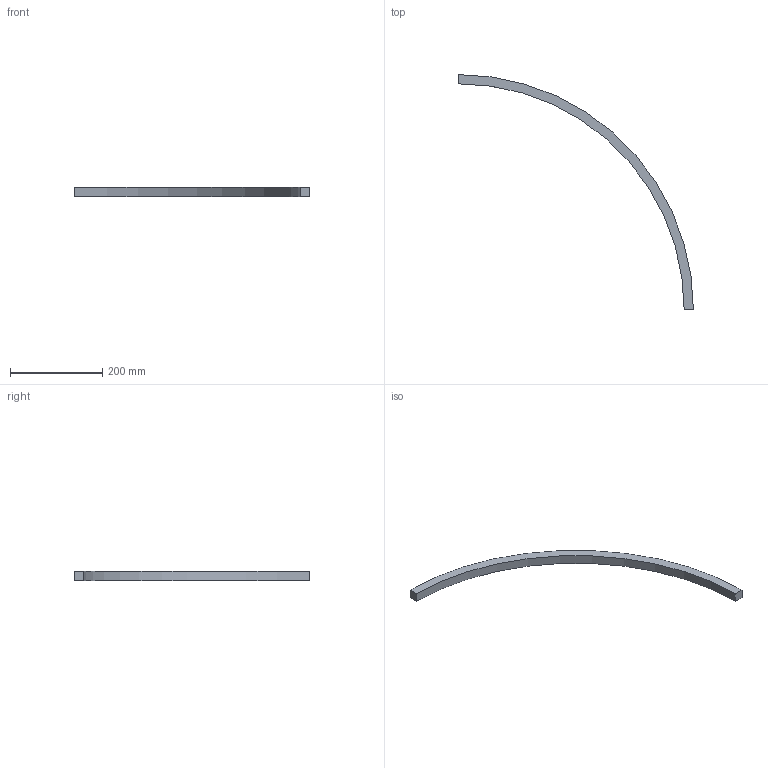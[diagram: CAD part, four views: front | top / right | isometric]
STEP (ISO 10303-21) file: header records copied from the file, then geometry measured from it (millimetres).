
FILE_DESCRIPTION(('Open CASCADE Model'),'2;1');
FILE_NAME('Open CASCADE Shape Model','2022-06-07T13:04:25',('Author'),( 'Open CASCADE'),'Open CASCADE STEP processor 7.5','Open CASCADE 7.5' ,'Unknown');
FILE_SCHEMA(('AUTOMOTIVE_DESIGN { 1 0 10303 214 1 1 1 1 }'));
Length unit declared in the file: millimetre
Products named in the file (5): CQ assembly; pf_coil_1; pf_coil_1_part; f987b57c-e659-11ec-be8f-b07b251d16fc; f987b57c-e659-11ec-be8f-b07b251d16fc_part
Assembly tree (4 placements, depth 4):
  CQ assembly
    pf_coil_1
      pf_coil_1_part
      f987b57c-e659-11ec-be8f-b07b251d16fc
        f987b57c-e659-11ec-be8f-b07b251d16fc_part
Bounding box: 510 x 510 x 20 mm (x, y, z)
Volume: 314159.3 mm3; surface area: 63631.9 mm2
Topology: 1 solids, 1 shells, 6 faces, 12 edges, 8 vertices
Faces by surface type: plane 4, cylinder 2
Entity records: 407 total; most frequent: DIRECTION 62, CARTESIAN_POINT 55, LINE 28, VECTOR 28, ORIENTED_EDGE 24, PCURVE 24, DEFINITIONAL_REPRESENTATION 24, AXIS2_PLACEMENT_3D 15
